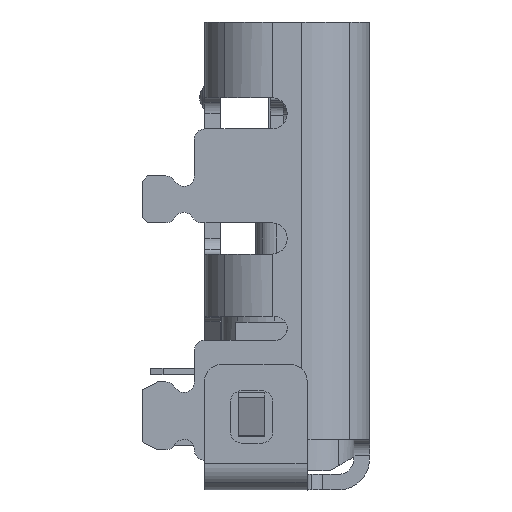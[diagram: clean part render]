
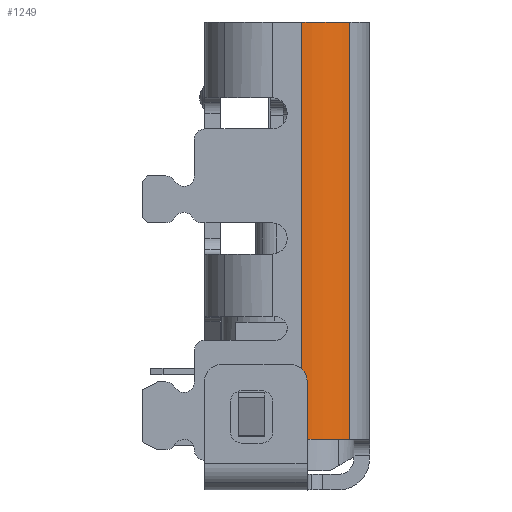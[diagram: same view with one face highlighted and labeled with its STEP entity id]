
A CAD part, left-side view. The second image highlights one B-rep face of the part: STEP entity #1249.
In plain terms, the highlighted cylindrical face has radius 1.3 mm (diameter 2.6 mm), a partial arc.
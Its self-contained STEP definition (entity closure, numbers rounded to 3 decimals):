
#1249=ADVANCED_FACE('',(#3770),#3771,.T.);
#3770=FACE_OUTER_BOUND('',#6661,.T.);
#3771=CYLINDRICAL_SURFACE('',#6662,1.3);
#6661=EDGE_LOOP('',(#16833,#16834,#16835,#16836));
#6662=AXIS2_PLACEMENT_3D('',#16837,#16838,#16839);
#16833=ORIENTED_EDGE('',*,*,#18371,.T.);
#16834=ORIENTED_EDGE('',*,*,#20126,.F.);
#16835=ORIENTED_EDGE('',*,*,#20146,.T.);
#16836=ORIENTED_EDGE('',*,*,#21540,.F.);
#16837=CARTESIAN_POINT('',(-3.175,-0.866,4.485));
#16838=DIRECTION('',(-0.0,0.0,1.0));
#16839=DIRECTION('',(0.707,0.707,0.0));
#18371=EDGE_CURVE('',#22441,#22442,#22443,.T.);
#20126=EDGE_CURVE('',#25547,#22442,#25548,.T.);
#20146=EDGE_CURVE('',#25547,#25576,#25578,.T.);
#21540=EDGE_CURVE('',#22441,#25576,#27663,.T.);
#22441=VERTEX_POINT('',#28564);
#22442=VERTEX_POINT('',#28565);
#22443=LINE('',#28566,#28567);
#25547=VERTEX_POINT('',#33473);
#25548=CIRCLE('',#33474,1.3);
#25576=VERTEX_POINT('',#33512);
#25578=B_SPLINE_CURVE_WITH_KNOTS('',3,(#33514,#33515,#33516,#33517,#33518,#33519),.UNSPECIFIED.,.F.,.F.,(4,1,1,4),(0.0,0.333,0.667,1.0),.UNSPECIFIED.);
#27663=CIRCLE('',#37284,1.3);
#28564=CARTESIAN_POINT('',(-4.094,-1.786,-3.515));
#28565=CARTESIAN_POINT('',(-4.094,-1.786,4.485));
#28566=CARTESIAN_POINT('',(-4.094,-1.786,4.485));
#28567=VECTOR('',#38173,1.0);
#33473=CARTESIAN_POINT('',(-4.475,-0.866,4.485));
#33474=AXIS2_PLACEMENT_3D('',#41128,#41129,#41130);
#33512=CARTESIAN_POINT('',(-4.475,-0.859,-3.515));
#33514=CARTESIAN_POINT('',(-4.475,-0.866,4.485));
#33515=CARTESIAN_POINT('',(-4.475,-0.866,3.596));
#33516=CARTESIAN_POINT('',(-4.475,-0.864,1.818));
#33517=CARTESIAN_POINT('',(-4.475,-0.862,-0.848));
#33518=CARTESIAN_POINT('',(-4.475,-0.86,-2.626));
#33519=CARTESIAN_POINT('',(-4.475,-0.859,-3.515));
#37284=AXIS2_PLACEMENT_3D('',#42998,#42999,#43000);
#38173=DIRECTION('',(0.0,0.0,1.0));
#41128=CARTESIAN_POINT('',(-3.175,-0.866,4.485));
#41129=DIRECTION('',(0.0,0.0,1.0));
#41130=DIRECTION('',(-1.0,0.0,0.0));
#42998=CARTESIAN_POINT('',(-3.175,-0.866,-3.515));
#42999=DIRECTION('',(-0.0,0.0,-1.0));
#43000=DIRECTION('',(-0.707,-0.707,0.0));
